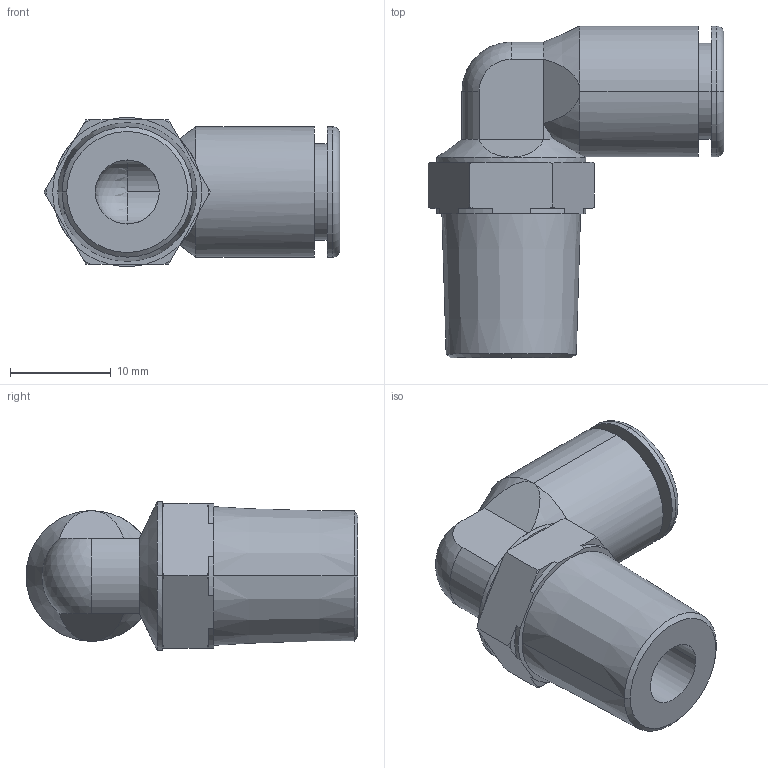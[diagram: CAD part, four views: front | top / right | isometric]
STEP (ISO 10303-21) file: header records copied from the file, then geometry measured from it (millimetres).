
FILE_DESCRIPTION((''),'2;1');
FILE_NAME('ILCP3022100','2006-11-21T',('KR'),(''),'PRO/ENGINEER BY PARAMETRIC TECHNOLOGY CORPORATION, 2005180','PRO/ENGINEER BY PARAMETRIC TECHNOLOGY CORPORATION, 2005180','');
FILE_SCHEMA(('AUTOMOTIVE_DESIGN_CC2 { 1 2 10303 214 -1 1 5 2 }'));
Length unit declared in the file: inch
Products named in the file (1): ILCP3022100
Bounding box: 29.32 x 32.89 x 14.76 mm (x, y, z)
Volume: 4307.5 mm3; surface area: 3175.5 mm2
Topology: 1 solids, 1 shells, 82 faces, 202 edges, 123 vertices
Faces by surface type: plane 35, cylinder 22, cone 21, sphere 2, torus 2
Entity records: 2688 total; most frequent: CARTESIAN_POINT 649, DIRECTION 406, ORIENTED_EDGE 400, EDGE_CURVE 200, AXIS2_PLACEMENT_3D 163, VERTEX_POINT 123, COLOUR_RGB 105, EDGE_LOOP 87
